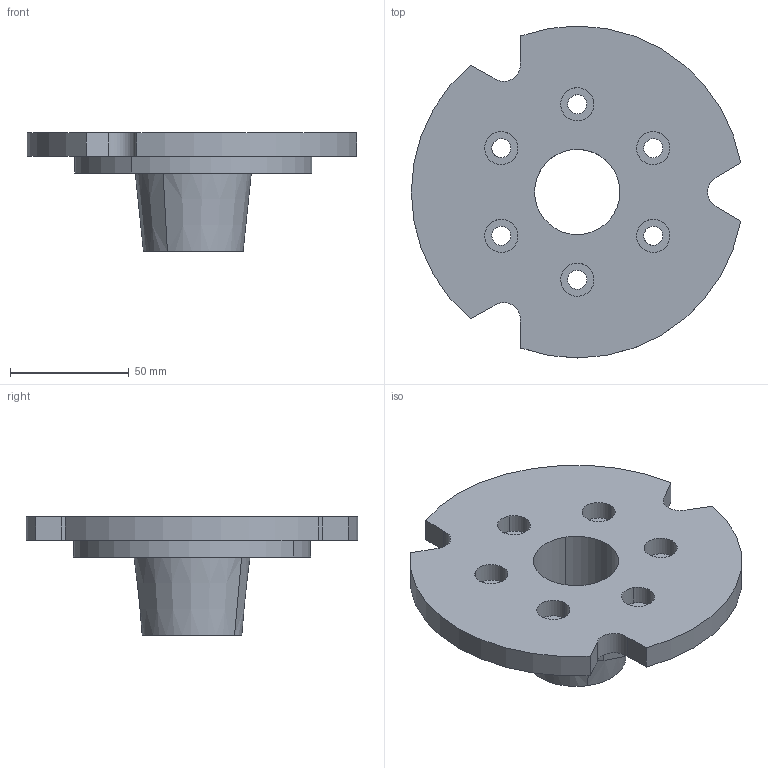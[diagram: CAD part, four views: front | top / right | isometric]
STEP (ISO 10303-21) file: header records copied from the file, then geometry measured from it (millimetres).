
FILE_DESCRIPTION(('CoCreate Modeling STEP Export'),'2;1');
FILE_NAME('m46.stp','2011-05-24T12:27:05',(''),(''),'CoCreate Modeling STEP processor for AP214 (Solid Model)','CoCreate Modeling 18.0P1120 20-Nov-2010 (C) Parametric Technology GmbH','');
FILE_SCHEMA(('AUTOMOTIVE_DESIGN { 1 0 10303 214 1 1 1 1 }'));
Length unit declared in the file: millimetre
Products named in the file (1): BODY_18____SOL217_-_WSP_ACCOUPL.PRT
Bounding box: 138.91 x 140 x 50 mm (x, y, z)
Volume: 194436.4 mm3; surface area: 47107.5 mm2
Topology: 1 solids, 1 shells, 52 faces, 128 edges, 86 vertices
Faces by surface type: cylinder 34, plane 16, cone 2
Entity records: 1472 total; most frequent: ORIENTED_EDGE 256, DIRECTION 244, CARTESIAN_POINT 235, EDGE_CURVE 128, AXIS2_PLACEMENT_3D 95, VERTEX_POINT 86, EDGE_LOOP 74, VECTOR 54
